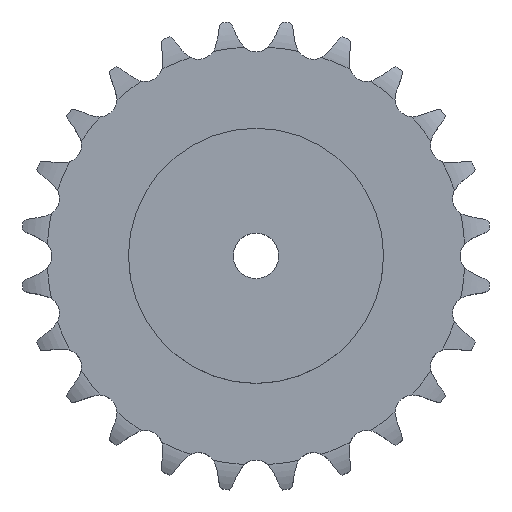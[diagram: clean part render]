
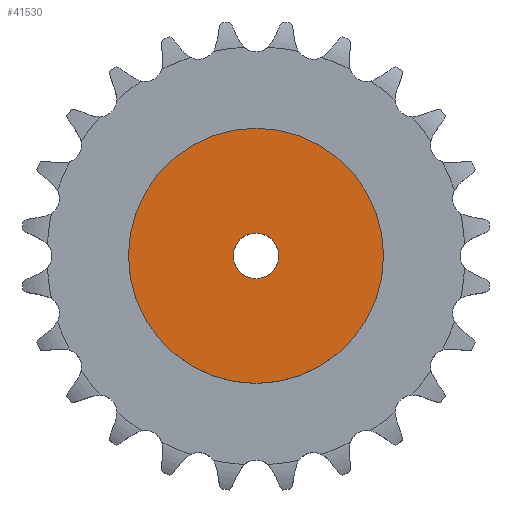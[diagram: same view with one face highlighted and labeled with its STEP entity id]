
A CAD part, top view. The second image highlights one B-rep face of the part: STEP entity #41530.
In plain terms, the highlighted planar face has unit normal (0, 0, 1).
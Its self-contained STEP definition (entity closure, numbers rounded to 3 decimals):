
#22209 = CYLINDRICAL_SURFACE('',#22210,12.5);
#22210 = AXIS2_PLACEMENT_3D('',#22211,#22212,#22213);
#22211 = CARTESIAN_POINT('',(0.,0.,401.13));
#22212 = DIRECTION('',(0.,0.,1.));
#22213 = DIRECTION('',(1.,0.,0.));
#28397 = EDGE_CURVE('',#28398,#28398,#28400,.T.);
#28398 = VERTEX_POINT('',#28399);
#28399 = CARTESIAN_POINT('',(12.5,0.,80.));
#28400 = SURFACE_CURVE('',#28401,(#28406,#28413),.PCURVE_S1.);
#28401 = CIRCLE('',#28402,12.5);
#28402 = AXIS2_PLACEMENT_3D('',#28403,#28404,#28405);
#28403 = CARTESIAN_POINT('',(0.,0.,80.));
#28404 = DIRECTION('',(0.,0.,1.));
#28405 = DIRECTION('',(1.,0.,0.));
#28406 = PCURVE('',#22209,#28407);
#28407 = DEFINITIONAL_REPRESENTATION('',(#28408),#28412);
#28408 = LINE('',#28409,#28410);
#28409 = CARTESIAN_POINT('',(0.,-321.13));
#28410 = VECTOR('',#28411,1.);
#28411 = DIRECTION('',(1.,0.));
#28412 = ( GEOMETRIC_REPRESENTATION_CONTEXT(2) 
PARAMETRIC_REPRESENTATION_CONTEXT() REPRESENTATION_CONTEXT('2D SPACE',''
  ) );
#28413 = PCURVE('',#28414,#28419);
#28414 = PLANE('',#28415);
#28415 = AXIS2_PLACEMENT_3D('',#28416,#28417,#28418);
#28416 = CARTESIAN_POINT('',(0.,0.,80.)
  );
#28417 = DIRECTION('',(0.,0.,1.));
#28418 = DIRECTION('',(1.,0.,0.));
#28419 = DEFINITIONAL_REPRESENTATION('',(#28420),#28424);
#28420 = CIRCLE('',#28421,12.5);
#28421 = AXIS2_PLACEMENT_2D('',#28422,#28423);
#28422 = CARTESIAN_POINT('',(0.,0.));
#28423 = DIRECTION('',(1.,0.));
#28424 = ( GEOMETRIC_REPRESENTATION_CONTEXT(2) 
PARAMETRIC_REPRESENTATION_CONTEXT() REPRESENTATION_CONTEXT('2D SPACE',''
  ) );
#41530 = ADVANCED_FACE('',(#41531,#41562),#28414,.T.);
#41531 = FACE_BOUND('',#41532,.T.);
#41532 = EDGE_LOOP('',(#41533));
#41533 = ORIENTED_EDGE('',*,*,#41534,.T.);
#41534 = EDGE_CURVE('',#41535,#41535,#41537,.T.);
#41535 = VERTEX_POINT('',#41536);
#41536 = CARTESIAN_POINT('',(70.,0.,80.));
#41537 = SURFACE_CURVE('',#41538,(#41543,#41550),.PCURVE_S1.);
#41538 = CIRCLE('',#41539,70.);
#41539 = AXIS2_PLACEMENT_3D('',#41540,#41541,#41542);
#41540 = CARTESIAN_POINT('',(0.,0.,80.));
#41541 = DIRECTION('',(0.,0.,1.));
#41542 = DIRECTION('',(1.,0.,0.));
#41543 = PCURVE('',#28414,#41544);
#41544 = DEFINITIONAL_REPRESENTATION('',(#41545),#41549);
#41545 = CIRCLE('',#41546,70.);
#41546 = AXIS2_PLACEMENT_2D('',#41547,#41548);
#41547 = CARTESIAN_POINT('',(0.,0.));
#41548 = DIRECTION('',(1.,0.));
#41549 = ( GEOMETRIC_REPRESENTATION_CONTEXT(2) 
PARAMETRIC_REPRESENTATION_CONTEXT() REPRESENTATION_CONTEXT('2D SPACE',''
  ) );
#41550 = PCURVE('',#41551,#41556);
#41551 = CYLINDRICAL_SURFACE('',#41552,70.);
#41552 = AXIS2_PLACEMENT_3D('',#41553,#41554,#41555);
#41553 = CARTESIAN_POINT('',(0.,0.,0.));
#41554 = DIRECTION('',(-0.,-0.,-1.));
#41555 = DIRECTION('',(1.,0.,0.));
#41556 = DEFINITIONAL_REPRESENTATION('',(#41557),#41561);
#41557 = LINE('',#41558,#41559);
#41558 = CARTESIAN_POINT('',(-0.,-80.));
#41559 = VECTOR('',#41560,1.);
#41560 = DIRECTION('',(-1.,0.));
#41561 = ( GEOMETRIC_REPRESENTATION_CONTEXT(2) 
PARAMETRIC_REPRESENTATION_CONTEXT() REPRESENTATION_CONTEXT('2D SPACE',''
  ) );
#41562 = FACE_BOUND('',#41563,.T.);
#41563 = EDGE_LOOP('',(#41564));
#41564 = ORIENTED_EDGE('',*,*,#28397,.F.);
